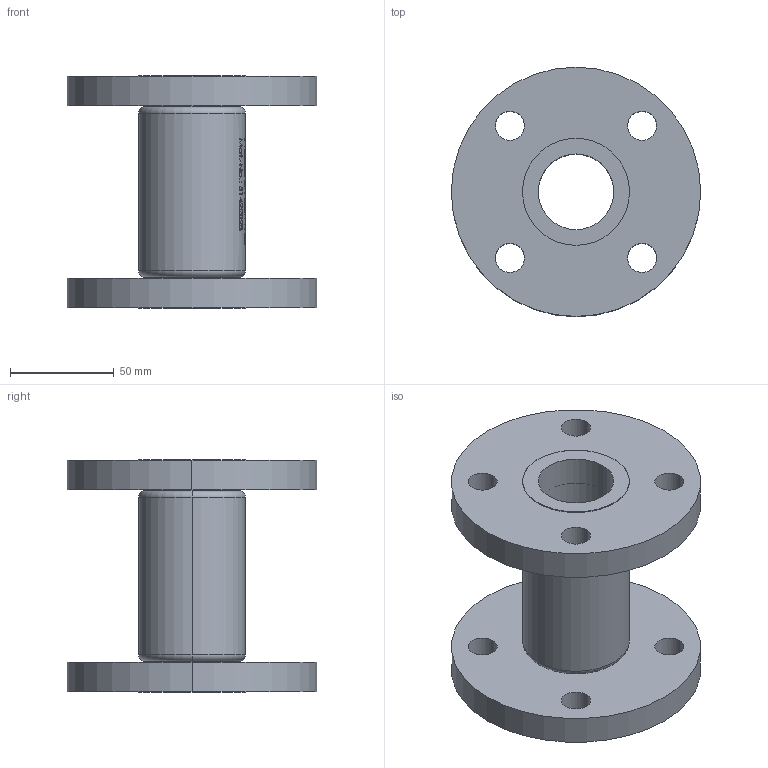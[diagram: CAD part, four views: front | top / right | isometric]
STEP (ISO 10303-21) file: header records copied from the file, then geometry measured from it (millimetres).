
FILE_DESCRIPTION (( 'STEP AP214' ), '1' );
FILE_NAME ('7150000_DN032_PN06_51522023.STEP', '2022-02-02T06:57:57', ( 'axxx' ), ( 'Hewlett-Packard Company' ), 'SwSTEP 2.0', 'SolidWorks 2019', '' );
FILE_SCHEMA (( 'AUTOMOTIVE_DESIGN' ));
Length unit declared in the file: millimetre
Products named in the file (1): 7150000_DN032_PN06_51522023
Bounding box: 120 x 120 x 112 mm (x, y, z)
Volume: 354402.8 mm3; surface area: 83819.9 mm2
Topology: 1 solids, 1 shells, 542 faces, 1415 edges, 942 vertices
Faces by surface type: plane 245, bspline 242, cylinder 47, torus 8
Entity records: 30191 total; most frequent: CARTESIAN_POINT 18447, ORIENTED_EDGE 2830, DIRECTION 1624, EDGE_CURVE 1415, VERTEX_POINT 942, LINE 750, VECTOR 750, EDGE_LOOP 627
